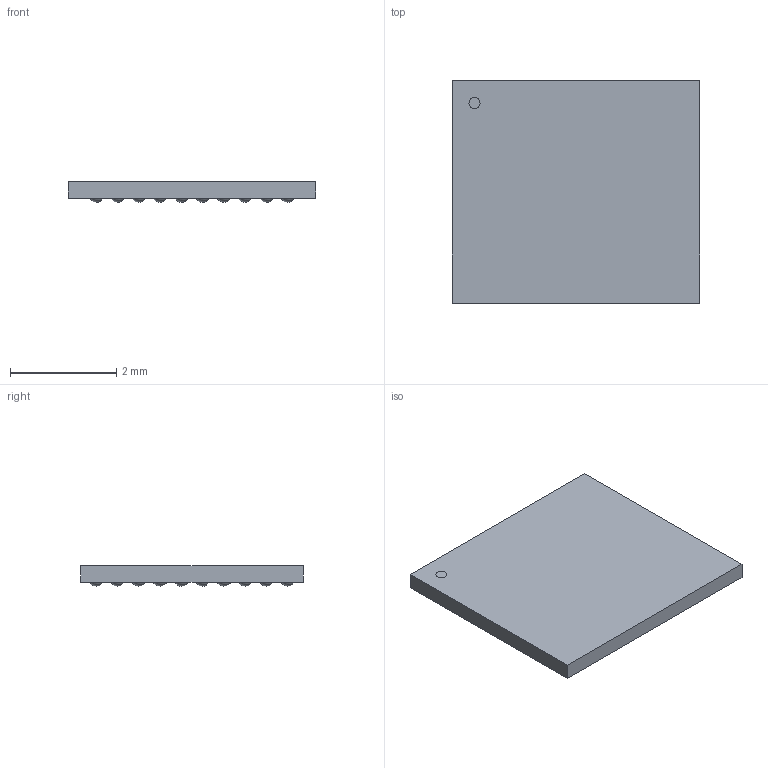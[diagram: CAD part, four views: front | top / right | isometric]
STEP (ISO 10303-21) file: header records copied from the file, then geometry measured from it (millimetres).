
FILE_DESCRIPTION(/* description */ (''),/* implementation_level */ '2;1');
FILE_NAME(/* name */ 'ST_WLCSP-100_Die461.step',/* time_stamp */ '2022-02-16T19:26:46+02:00',/* author */ (''),/* organization */ (''),/* preprocessor_version */ 'ST-DEVELOPER v18.1',/* originating_system */ 'Autodesk Translation Framework v10.13.0.1454',/* authorisation */ '');
FILE_SCHEMA (('AUTOMOTIVE_DESIGN { 1 0 10303 214 3 1 1 }'));
Length unit declared in the file: millimetre
Products named in the file (1): (Unsaved)
Bounding box: 4.65 x 4.18 x 0.39 mm (x, y, z)
Volume: 7.1 mm3; surface area: 69 mm2
Topology: 102 solids, 102 shells, 109 faces, 315 edges, 210 vertices
Faces by surface type: sphere 100, plane 8, cylinder 1
Full cylindrical faces by diameter (mm): 0.209 x1
Entity records: 2673 total; most frequent: DIRECTION 437, CARTESIAN_POINT 435, ORIENTED_EDGE 230, AXIS2_PLACEMENT_3D 212, STYLED_ITEM 211, VERTEX_POINT 210, EDGE_CURVE 115, FACE_OUTER_BOUND 109
